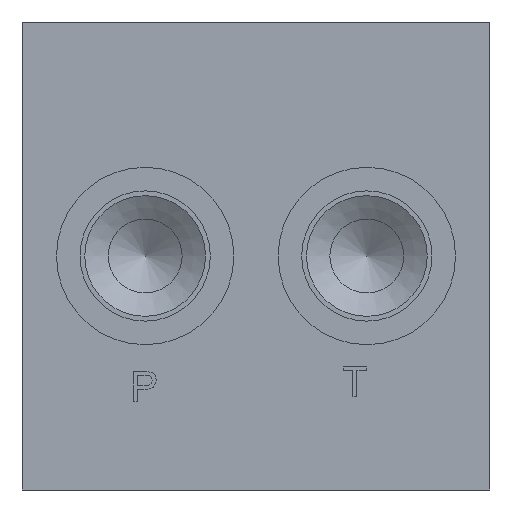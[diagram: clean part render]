
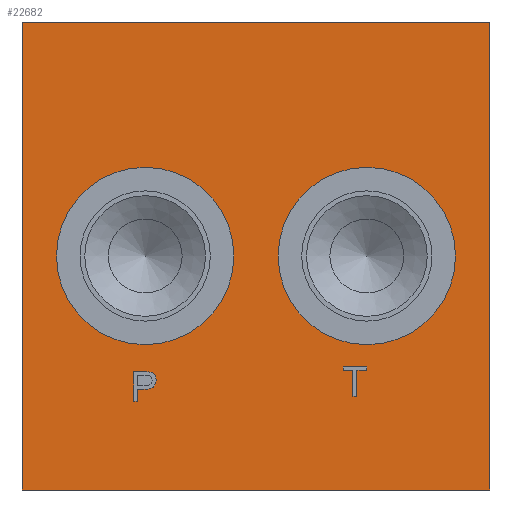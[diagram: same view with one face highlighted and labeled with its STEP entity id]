
A CAD part, left-side view. The second image highlights one B-rep face of the part: STEP entity #22682.
In plain terms, the highlighted planar face has unit normal (-1, 0, 0).
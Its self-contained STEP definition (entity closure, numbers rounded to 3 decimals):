
#55=LINE('',#30709,#2030);
#502=LINE('',#32887,#2477);
#1811=LINE('',#38351,#3786);
#1815=LINE('',#38359,#3790);
#1818=LINE('',#38365,#3793);
#1821=LINE('',#38371,#3796);
#1824=LINE('',#38377,#3799);
#1827=LINE('',#38383,#3802);
#1830=LINE('',#38389,#3805);
#1833=LINE('',#38394,#3808);
#1847=LINE('',#38471,#3822);
#1851=LINE('',#38479,#3826);
#1854=LINE('',#38485,#3829);
#1860=LINE('',#38548,#3835);
#1863=LINE('',#38553,#3838);
#1865=LINE('',#38557,#3840);
#1866=LINE('',#38558,#3841);
#2030=VECTOR('',#25238,95.);
#2477=VECTOR('',#26301,95.);
#3786=VECTOR('',#28860,0.796);
#3790=VECTOR('',#28866,5.291);
#3793=VECTOR('',#28871,1.985);
#3796=VECTOR('',#28876,0.709);
#3799=VECTOR('',#28881,4.756);
#3802=VECTOR('',#28886,0.709);
#3805=VECTOR('',#28891,1.976);
#3808=VECTOR('',#28896,5.291);
#3822=VECTOR('',#28920,0.796);
#3826=VECTOR('',#28926,2.438);
#3829=VECTOR('',#28931,1.541);
#3835=VECTOR('',#28939,2.264);
#3838=VECTOR('',#28944,6.);
#3840=VECTOR('',#28950,95.);
#3841=VECTOR('',#28951,95.);
#4411=B_SPLINE_CURVE_WITH_KNOTS('',2,(#38498,#38499,#38500,#38501),
 .UNSPECIFIED.,.F.,.F.,(3,1,3),(0.,1.,2.),.UNSPECIFIED.);
#4413=B_SPLINE_CURVE_WITH_KNOTS('',2,(#38519,#38520,#38521,#38522,#38523),
 .UNSPECIFIED.,.F.,.F.,(3,1,1,3),(0.,1.,2.,3.),.UNSPECIFIED.);
#4415=B_SPLINE_CURVE_WITH_KNOTS('',2,(#38538,#38539,#38540),
 .UNSPECIFIED.,.F.,.F.,(3,3),(0.,1.),.UNSPECIFIED.);
#5375=PLANE('',#24191);
#5844=FACE_BOUND('',#9288,.T.);
#5845=FACE_BOUND('',#9289,.T.);
#5846=FACE_BOUND('',#9290,.T.);
#5847=FACE_BOUND('',#9291,.T.);
#7500=FACE_OUTER_BOUND('',#9287,.T.);
#9287=EDGE_LOOP('',(#20512,#20513,#20514,#20515));
#9288=EDGE_LOOP('',(#20516,#20517,#20518,#20519,#20520,#20521,#20522,#20523));
#9289=EDGE_LOOP('',(#20524));
#9290=EDGE_LOOP('',(#20525));
#9291=EDGE_LOOP('',(#20526,#20527,#20528,#20529,#20530,#20531,#20532,#20533));
#10129=CIRCLE('',#24192,18.);
#10130=CIRCLE('',#24193,18.);
#10491=VERTEX_POINT('',#30702);
#10494=VERTEX_POINT('',#30707);
#10981=VERTEX_POINT('',#32884);
#10982=VERTEX_POINT('',#32886);
#12139=VERTEX_POINT('',#38349);
#12140=VERTEX_POINT('',#38350);
#12143=VERTEX_POINT('',#38358);
#12145=VERTEX_POINT('',#38364);
#12147=VERTEX_POINT('',#38370);
#12149=VERTEX_POINT('',#38376);
#12151=VERTEX_POINT('',#38382);
#12153=VERTEX_POINT('',#38388);
#12167=VERTEX_POINT('',#38469);
#12168=VERTEX_POINT('',#38470);
#12171=VERTEX_POINT('',#38478);
#12173=VERTEX_POINT('',#38484);
#12175=VERTEX_POINT('',#38497);
#12177=VERTEX_POINT('',#38518);
#12179=VERTEX_POINT('',#38537);
#12181=VERTEX_POINT('',#38547);
#12183=VERTEX_POINT('',#38559);
#12184=VERTEX_POINT('',#38561);
#12665=EDGE_CURVE('',#10491,#10494,#55,.T.);
#13321=EDGE_CURVE('',#10981,#10982,#502,.T.);
#15020=EDGE_CURVE('',#12139,#12140,#1811,.T.);
#15024=EDGE_CURVE('',#12143,#12139,#1815,.T.);
#15027=EDGE_CURVE('',#12145,#12143,#1818,.T.);
#15030=EDGE_CURVE('',#12147,#12145,#1821,.T.);
#15033=EDGE_CURVE('',#12149,#12147,#1824,.T.);
#15036=EDGE_CURVE('',#12151,#12149,#1827,.T.);
#15039=EDGE_CURVE('',#12153,#12151,#1830,.T.);
#15042=EDGE_CURVE('',#12140,#12153,#1833,.T.);
#15062=EDGE_CURVE('',#12167,#12168,#1847,.T.);
#15066=EDGE_CURVE('',#12171,#12167,#1851,.T.);
#15069=EDGE_CURVE('',#12173,#12171,#1854,.T.);
#15072=EDGE_CURVE('',#12175,#12173,#4411,.T.);
#15075=EDGE_CURVE('',#12177,#12175,#4413,.T.);
#15078=EDGE_CURVE('',#12179,#12177,#4415,.T.);
#15081=EDGE_CURVE('',#12181,#12179,#1860,.T.);
#15084=EDGE_CURVE('',#12168,#12181,#1863,.T.);
#15086=EDGE_CURVE('',#10981,#10491,#1865,.T.);
#15087=EDGE_CURVE('',#10982,#10494,#1866,.T.);
#15088=EDGE_CURVE('',#12183,#12183,#10129,.T.);
#15089=EDGE_CURVE('',#12184,#12184,#10130,.T.);
#20512=ORIENTED_EDGE('',*,*,#15086,.T.);
#20513=ORIENTED_EDGE('',*,*,#12665,.T.);
#20514=ORIENTED_EDGE('',*,*,#15087,.F.);
#20515=ORIENTED_EDGE('',*,*,#13321,.F.);
#20516=ORIENTED_EDGE('',*,*,#15020,.T.);
#20517=ORIENTED_EDGE('',*,*,#15042,.T.);
#20518=ORIENTED_EDGE('',*,*,#15039,.T.);
#20519=ORIENTED_EDGE('',*,*,#15036,.T.);
#20520=ORIENTED_EDGE('',*,*,#15033,.T.);
#20521=ORIENTED_EDGE('',*,*,#15030,.T.);
#20522=ORIENTED_EDGE('',*,*,#15027,.T.);
#20523=ORIENTED_EDGE('',*,*,#15024,.T.);
#20524=ORIENTED_EDGE('',*,*,#15088,.T.);
#20525=ORIENTED_EDGE('',*,*,#15089,.T.);
#20526=ORIENTED_EDGE('',*,*,#15062,.T.);
#20527=ORIENTED_EDGE('',*,*,#15084,.T.);
#20528=ORIENTED_EDGE('',*,*,#15081,.T.);
#20529=ORIENTED_EDGE('',*,*,#15078,.T.);
#20530=ORIENTED_EDGE('',*,*,#15075,.T.);
#20531=ORIENTED_EDGE('',*,*,#15072,.T.);
#20532=ORIENTED_EDGE('',*,*,#15069,.T.);
#20533=ORIENTED_EDGE('',*,*,#15066,.T.);
#22682=ADVANCED_FACE('',(#7500,#5844,#5845,#5846,#5847),#5375,.T.);
#24191=AXIS2_PLACEMENT_3D('',#38556,#28948,#28949);
#24192=AXIS2_PLACEMENT_3D('',#38560,#28952,#28953);
#24193=AXIS2_PLACEMENT_3D('',#38562,#28954,#28955);
#25238=DIRECTION('',(0.,0.,-1.));
#26301=DIRECTION('',(0.,0.,-1.));
#28860=DIRECTION('',(0.,1.,0.));
#28866=DIRECTION('',(0.,0.,-1.));
#28871=DIRECTION('',(0.,1.,0.));
#28876=DIRECTION('',(0.,0.,-1.));
#28881=DIRECTION('',(0.,-1.,0.));
#28886=DIRECTION('',(0.,0.,1.));
#28891=DIRECTION('',(0.,1.,0.));
#28896=DIRECTION('',(0.,0.,1.));
#28920=DIRECTION('',(0.,1.,0.));
#28926=DIRECTION('',(0.,0.,-1.));
#28931=DIRECTION('',(0.,1.,0.));
#28939=DIRECTION('',(0.,-1.,0.));
#28944=DIRECTION('',(0.,0.,1.));
#28948=DIRECTION('center_axis',(-1.,0.,0.));
#28949=DIRECTION('ref_axis',(0.,1.,0.));
#28950=DIRECTION('',(0.,1.,0.));
#28951=DIRECTION('',(0.,1.,0.));
#28952=DIRECTION('center_axis',(1.,0.,0.));
#28953=DIRECTION('ref_axis',(0.,1.,0.));
#28954=DIRECTION('center_axis',(1.,0.,0.));
#28955=DIRECTION('ref_axis',(0.,1.,0.));
#30702=CARTESIAN_POINT('',(0.,0.,0.));
#30707=CARTESIAN_POINT('',(0.,0.,-95.));
#30709=CARTESIAN_POINT('',(0.,0.,0.));
#32884=CARTESIAN_POINT('',(0.,-95.,0.));
#32886=CARTESIAN_POINT('',(0.,-95.,-95.));
#32887=CARTESIAN_POINT('',(0.,-95.,0.));
#38349=CARTESIAN_POINT('',(0.,-67.968,-76.));
#38350=CARTESIAN_POINT('',(0.,-67.172,-76.));
#38351=CARTESIAN_POINT('',(0.,-81.484,-76.));
#38358=CARTESIAN_POINT('',(0.,-67.968,-70.709));
#38359=CARTESIAN_POINT('',(0.,-67.968,-35.354));
#38364=CARTESIAN_POINT('',(0.,-69.953,-70.709));
#38365=CARTESIAN_POINT('',(0.,-82.476,-70.709));
#38370=CARTESIAN_POINT('',(0.,-69.953,-70.));
#38371=CARTESIAN_POINT('',(0.,-69.953,-35.));
#38376=CARTESIAN_POINT('',(0.,-65.197,-70.));
#38377=CARTESIAN_POINT('',(0.,-80.098,-70.));
#38382=CARTESIAN_POINT('',(0.,-65.197,-70.709));
#38383=CARTESIAN_POINT('',(0.,-65.197,-35.354));
#38388=CARTESIAN_POINT('',(0.,-67.172,-70.709));
#38389=CARTESIAN_POINT('',(0.,-81.086,-70.709));
#38394=CARTESIAN_POINT('',(0.,-67.172,-38.));
#38469=CARTESIAN_POINT('',(0.,-23.441,-77.));
#38470=CARTESIAN_POINT('',(0.,-22.645,-77.));
#38471=CARTESIAN_POINT('',(0.,-59.22,-77.));
#38478=CARTESIAN_POINT('',(0.,-23.441,-74.562));
#38479=CARTESIAN_POINT('',(0.,-23.441,-37.281));
#38484=CARTESIAN_POINT('',(0.,-24.982,-74.562));
#38485=CARTESIAN_POINT('',(0.,-59.991,-74.562));
#38497=CARTESIAN_POINT('',(0.,-27.227,-72.738));
#38498=CARTESIAN_POINT('Ctrl Pts',(0.,-27.227,-72.738));
#38499=CARTESIAN_POINT('Ctrl Pts',(0.,-27.227,-73.502));
#38500=CARTESIAN_POINT('Ctrl Pts',(0.,-26.253,-74.562));
#38501=CARTESIAN_POINT('Ctrl Pts',(0.,-24.982,-74.562));
#38518=CARTESIAN_POINT('',(0.,-25.823,-71.059));
#38519=CARTESIAN_POINT('Ctrl Pts',(0.,-25.823,-71.059));
#38520=CARTESIAN_POINT('Ctrl Pts',(0.,-26.267,-71.133));
#38521=CARTESIAN_POINT('Ctrl Pts',(0.,-26.861,-71.544));
#38522=CARTESIAN_POINT('Ctrl Pts',(0.,-27.227,-72.29));
#38523=CARTESIAN_POINT('Ctrl Pts',(0.,-27.227,-72.738));
#38537=CARTESIAN_POINT('',(0.,-24.909,-71.));
#38538=CARTESIAN_POINT('Ctrl Pts',(0.,-24.909,-71.));
#38539=CARTESIAN_POINT('Ctrl Pts',(0.,-25.508,-71.));
#38540=CARTESIAN_POINT('Ctrl Pts',(0.,-25.823,-71.059));
#38547=CARTESIAN_POINT('',(0.,-22.645,-71.));
#38548=CARTESIAN_POINT('',(0.,-58.822,-71.));
#38553=CARTESIAN_POINT('',(0.,-22.645,-38.5));
#38556=CARTESIAN_POINT('Origin',(0.,-95.,0.));
#38557=CARTESIAN_POINT('',(0.,-95.,0.));
#38558=CARTESIAN_POINT('',(0.,-95.,-95.));
#38559=CARTESIAN_POINT('',(0.,-88.,-47.5));
#38560=CARTESIAN_POINT('Origin',(0.,-70.,-47.5));
#38561=CARTESIAN_POINT('',(0.,-43.,-47.5));
#38562=CARTESIAN_POINT('Origin',(0.,-25.,-47.5));
